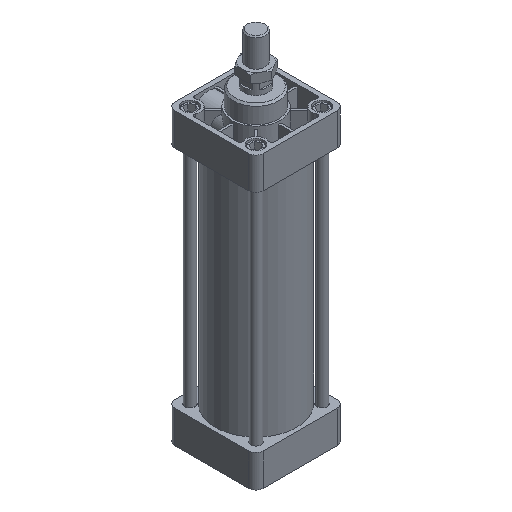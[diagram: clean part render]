
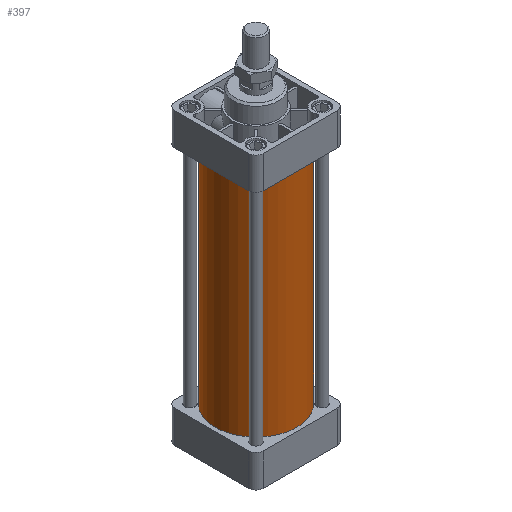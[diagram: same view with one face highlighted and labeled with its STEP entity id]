
A CAD part, isometric view. The second image highlights one B-rep face of the part: STEP entity #397.
In plain terms, the highlighted cylindrical face has radius 34.5 mm (diameter 69 mm), a full revolution.
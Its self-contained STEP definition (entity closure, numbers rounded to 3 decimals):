
#397 = ADVANCED_FACE( '', ( #1082, #1083 ), #1084, .T. );
#1082 = FACE_OUTER_BOUND( '', #1910, .T. );
#1083 = FACE_OUTER_BOUND( '', #1911, .T. );
#1084 = CYLINDRICAL_SURFACE( '', #1912, 34.5 );
#1910 = EDGE_LOOP( '', ( #3802, #3803 ) );
#1911 = EDGE_LOOP( '', ( #3804, #3805 ) );
#1912 = AXIS2_PLACEMENT_3D( '', #3806, #3807, #3808 );
#3802 = ORIENTED_EDGE( '', *, *, #5085, .F. );
#3803 = ORIENTED_EDGE( '', *, *, #5307, .F. );
#3804 = ORIENTED_EDGE( '', *, *, #5308, .F. );
#3805 = ORIENTED_EDGE( '', *, *, #5073, .T. );
#3806 = CARTESIAN_POINT( '', ( 0., 0., 95.5 ) );
#3807 = DIRECTION( '', ( 0., 0., 1. ) );
#3808 = DIRECTION( '', ( -1., 0., 0. ) );
#5073 = EDGE_CURVE( '', #6166, #6167, #6168, .T. );
#5085 = EDGE_CURVE( '', #6190, #6191, #6192, .T. );
#5307 = EDGE_CURVE( '', #6191, #6190, #6561, .T. );
#5308 = EDGE_CURVE( '', #6166, #6167, #6562, .T. );
#6166 = VERTEX_POINT( '', #7761 );
#6167 = VERTEX_POINT( '', #7762 );
#6168 = CIRCLE( '', #7763, 34.5 );
#6190 = VERTEX_POINT( '', #7792 );
#6191 = VERTEX_POINT( '', #7793 );
#6192 = B_SPLINE_CURVE_WITH_KNOTS( '', 3, ( #7794, #7795, #7796, #7797, #7798, #7799, #7800, #7801, #7802, #7803 ), .UNSPECIFIED., .F., .F., ( 4, 2, 2, 2, 4 ), ( 0., 0.004, 0.005, 0.006, 0.007 ), .UNSPECIFIED. );
#6561 = CIRCLE( '', #8505, 34.5 );
#6562 = B_SPLINE_CURVE_WITH_KNOTS( '', 3, ( #8506, #8507, #8508, #8509, #8510, #8511, #8512, #8513, #8514, #8515 ), .UNSPECIFIED., .F., .F., ( 4, 2, 2, 2, 4 ), ( 0., 0.004, 0.005, 0.006, 0.007 ), .UNSPECIFIED. );
#7761 = CARTESIAN_POINT( '', ( -10.571, 32.841, -95.5 ) );
#7762 = CARTESIAN_POINT( '', ( -3.429, 34.329, -95.5 ) );
#7763 = AXIS2_PLACEMENT_3D( '', #9744, #9745, #9746 );
#7792 = CARTESIAN_POINT( '', ( -3.429, 34.329, 95.5 ) );
#7793 = CARTESIAN_POINT( '', ( -10.571, 32.841, 95.5 ) );
#7794 = CARTESIAN_POINT( '', ( -3.429, 34.329, 95.5 ) );
#7795 = CARTESIAN_POINT( '', ( -4.619, 34.21, 95.16 ) );
#7796 = CARTESIAN_POINT( '', ( -5.819, 34.028, 94.997 ) );
#7797 = CARTESIAN_POINT( '', ( -7.33, 33.714, 95.001 ) );
#7798 = CARTESIAN_POINT( '', ( -7.633, 33.646, 95.012 ) );
#7799 = CARTESIAN_POINT( '', ( -8.235, 33.504, 95.055 ) );
#7800 = CARTESIAN_POINT( '', ( -8.533, 33.43, 95.087 ) );
#7801 = CARTESIAN_POINT( '', ( -9.419, 33.195, 95.213 ) );
#7802 = CARTESIAN_POINT( '', ( -10., 33.024, 95.337 ) );
#7803 = CARTESIAN_POINT( '', ( -10.571, 32.841, 95.5 ) );
#8505 = AXIS2_PLACEMENT_3D( '', #10102, #10103, #10104 );
#8506 = CARTESIAN_POINT( '', ( -10.571, 32.841, -95.5 ) );
#8507 = CARTESIAN_POINT( '', ( -9.43, 33.208, -95.174 ) );
#8508 = CARTESIAN_POINT( '', ( -8.257, 33.52, -95.005 ) );
#8509 = CARTESIAN_POINT( '', ( -6.747, 33.835, -94.999 ) );
#8510 = CARTESIAN_POINT( '', ( -6.441, 33.895, -95.008 ) );
#8511 = CARTESIAN_POINT( '', ( -5.833, 34.005, -95.049 ) );
#8512 = CARTESIAN_POINT( '', ( -5.53, 34.055, -95.08 ) );
#8513 = CARTESIAN_POINT( '', ( -4.624, 34.194, -95.204 ) );
#8514 = CARTESIAN_POINT( '', ( -4.024, 34.27, -95.33 ) );
#8515 = CARTESIAN_POINT( '', ( -3.429, 34.329, -95.5 ) );
#9744 = CARTESIAN_POINT( '', ( 0., 0., -95.5 ) );
#9745 = DIRECTION( '', ( 0., 0., 1. ) );
#9746 = DIRECTION( '', ( 1., 0., 0. ) );
#10102 = CARTESIAN_POINT( '', ( 0., 0., 95.5 ) );
#10103 = DIRECTION( '', ( 0., 0., 1. ) );
#10104 = DIRECTION( '', ( 1., 0., 0. ) );
